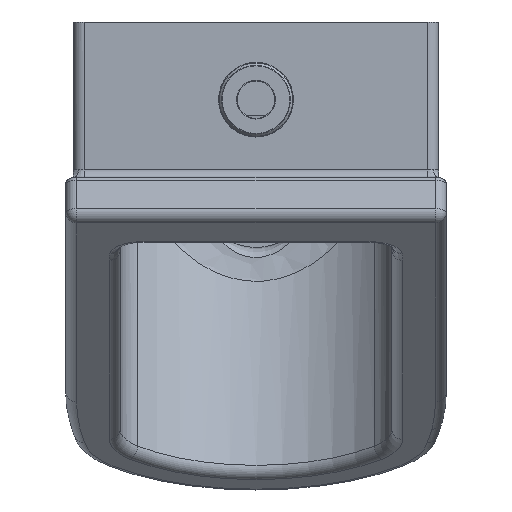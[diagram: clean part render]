
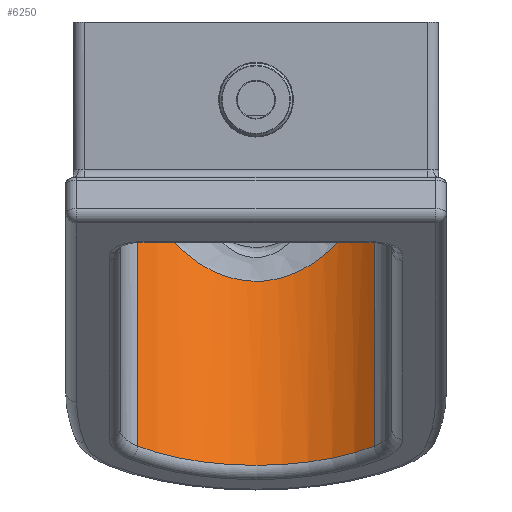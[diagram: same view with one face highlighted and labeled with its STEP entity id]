
A CAD part, top view. The second image highlights one B-rep face of the part: STEP entity #6250.
In plain terms, the highlighted cylindrical face has radius 106.252 mm (diameter 212.505 mm), a partial arc.
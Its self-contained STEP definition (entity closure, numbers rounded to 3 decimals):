
#4695=CARTESIAN_POINT('',(13.678,356.557,114.573));
#4696=VERTEX_POINT('',#4695);
#4721=CARTESIAN_POINT('',(-138.678,356.557,114.573));
#4722=VERTEX_POINT('',#4721);
#4732=CARTESIAN_POINT('',(-62.5,424.936,86.1));
#4733=DIRECTION('',(0.,-0.384,-0.923));
#4734=DIRECTION('',(0.,-0.923,0.384));
#4735=AXIS2_PLACEMENT_3D('',#4732,#4733,#4734);
#4736=CIRCLE('',#4735,106.252);
#4737=EDGE_CURVE('',#4696,#4722,#4736,.T.);
#5441=CARTESIAN_POINT('',(13.678,288.697,-48.395));
#5442=VERTEX_POINT('',#5441);
#5453=CARTESIAN_POINT('',(13.678,356.557,114.573));
#5454=DIRECTION('',(0.,-0.384,-0.923));
#5455=VECTOR('',#5454,176.532);
#5456=LINE('',#5453,#5455);
#5457=EDGE_CURVE('',#4696,#5442,#5456,.T.);
#5991=CARTESIAN_POINT('',(-138.678,288.697,-48.395));
#5992=VERTEX_POINT('',#5991);
#5993=CARTESIAN_POINT('',(-138.678,356.557,114.573));
#5994=DIRECTION('',(0.,-0.384,-0.923));
#5995=VECTOR('',#5994,176.532);
#5996=LINE('',#5993,#5995);
#5997=EDGE_CURVE('',#4722,#5992,#5996,.T.);
#6226=CARTESIAN_POINT('',(-62.5,314.439,-179.264));
#6227=DIRECTION('',(0.,0.981,0.193));
#6228=DIRECTION('',(0.,-0.193,0.981));
#6229=AXIS2_PLACEMENT_3D('',#6226,#6227,#6228);
#6230=ELLIPSE('',#6229,191.325,106.252);
#6231=EDGE_CURVE('',#5992,#5442,#6230,.T.);
#6239=CARTESIAN_POINT('',(-62.5,427.627,92.562));
#6240=DIRECTION('',(0.,-0.384,-0.923));
#6241=DIRECTION('',(-0.717,-0.644,0.268));
#6242=AXIS2_PLACEMENT_3D('',#6239,#6240,#6241);
#6243=CYLINDRICAL_SURFACE('',#6242,106.252);
#6244=ORIENTED_EDGE('',*,*,#4737,.F.);
#6245=ORIENTED_EDGE('',*,*,#5457,.T.);
#6246=ORIENTED_EDGE('',*,*,#6231,.F.);
#6247=ORIENTED_EDGE('',*,*,#5997,.F.);
#6248=EDGE_LOOP('',(#6244,#6245,#6246,#6247));
#6249=FACE_OUTER_BOUND('',#6248,.T.);
#6250=ADVANCED_FACE('',(#6249),#6243,.F.);
